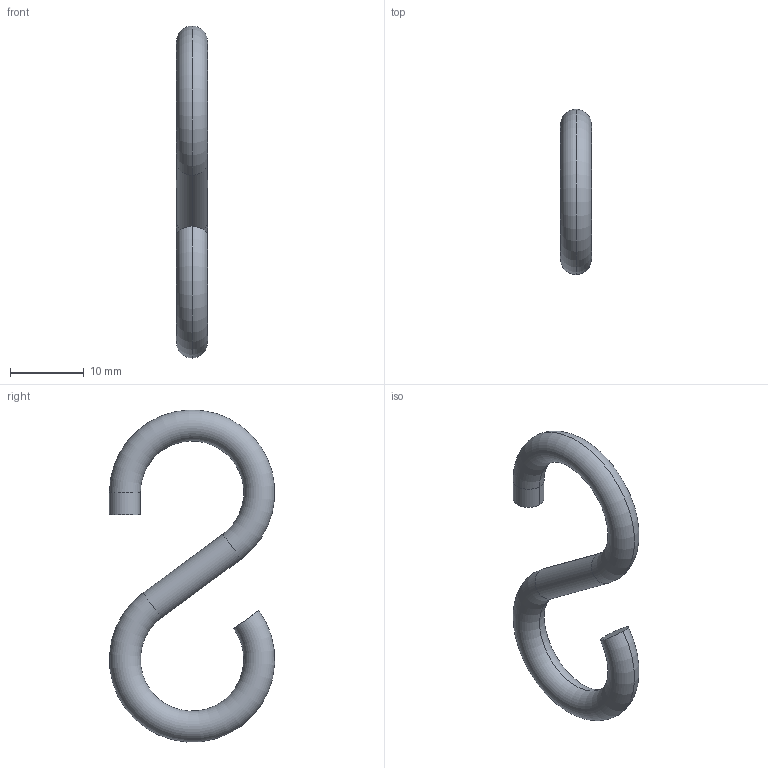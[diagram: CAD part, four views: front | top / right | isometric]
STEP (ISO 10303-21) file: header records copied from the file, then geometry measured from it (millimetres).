
FILE_DESCRIPTION (( 'STEP AP214' ), '1' );
FILE_NAME ('0020336.step', '2022-08-05T12:24:33', ( '' ), ( '' ), 'SwSTEP 2.0', 'SolidWorks 2020', '' );
FILE_SCHEMA (( 'AUTOMOTIVE_DESIGN' ));
Length unit declared in the file: inch
Products named in the file (1): 0020336
Bounding box: 4.2 x 22.38 x 44.97 mm (x, y, z)
Volume: 1335.4 mm3; surface area: 1299.5 mm2
Topology: 1 solids, 1 shells, 10 faces, 18 edges, 10 vertices
Faces by surface type: torus 4, cylinder 4, plane 2
Entity records: 418 total; most frequent: DIRECTION 54, CARTESIAN_POINT 39, ORIENTED_EDGE 36, AXIS2_PLACEMENT_3D 25, EDGE_CURVE 18, CIRCLE 14, UNCERTAINTY_MEASURE_WITH_UNIT 13, LENGTH_MEASURE_WITH_UNIT 13
